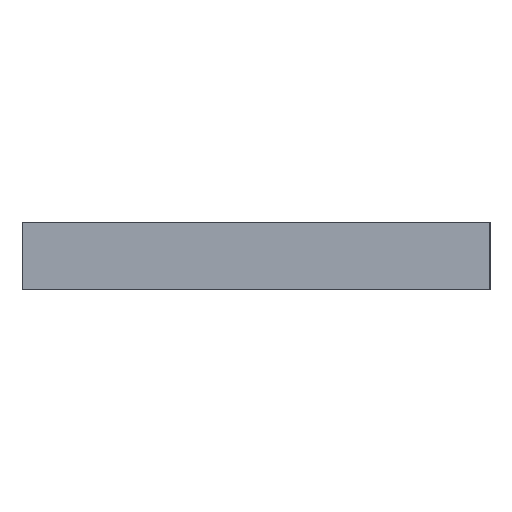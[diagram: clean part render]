
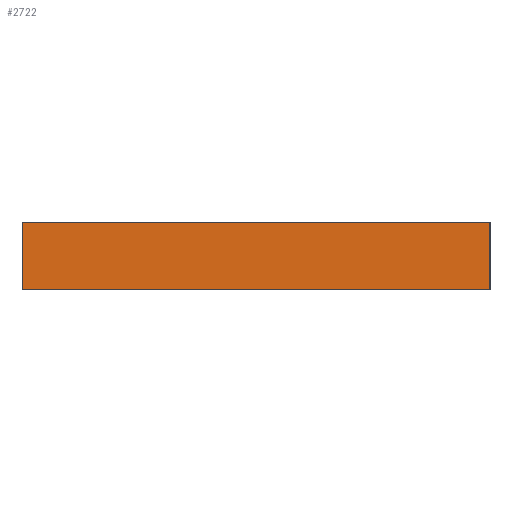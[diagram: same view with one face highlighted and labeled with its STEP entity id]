
A CAD part, front view. The second image highlights one B-rep face of the part: STEP entity #2722.
In plain terms, the highlighted planar face has unit normal (0, -1, 0).
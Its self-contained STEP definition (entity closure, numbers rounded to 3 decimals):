
#15 = VERTEX_POINT ( 'NONE', #2116 ) ;
#43 = VERTEX_POINT ( 'NONE', #922 ) ;
#95 = VERTEX_POINT ( 'NONE', #184 ) ;
#96 = ORIENTED_EDGE ( 'NONE', *, *, #2623, .T. ) ;
#108 = ORIENTED_EDGE ( 'NONE', *, *, #2784, .F. ) ;
#175 = LINE ( 'NONE', #1188, #1239 ) ;
#184 = CARTESIAN_POINT ( 'NONE',  ( 40., -50., 5.397 ) ) ;
#229 = PLANE ( 'NONE',  #1296 ) ;
#286 = LINE ( 'NONE', #2665, #1838 ) ;
#296 = EDGE_LOOP ( 'NONE', ( #96, #1655, #108, #1793 ) ) ;
#322 = CARTESIAN_POINT ( 'NONE',  ( -40., -50., 5.397 ) ) ;
#492 = DIRECTION ( 'NONE',  ( 0., 0., -1. ) ) ;
#631 = DIRECTION ( 'NONE',  ( 0., 1., 0. ) ) ;
#922 = CARTESIAN_POINT ( 'NONE',  ( 40., -50., -6.096 ) ) ;
#923 = DIRECTION ( 'NONE',  ( -1., 0., 0. ) ) ;
#1008 = DIRECTION ( 'NONE',  ( 1., 0., 0. ) ) ;
#1164 = CARTESIAN_POINT ( 'NONE',  ( 40., -50., 5.397 ) ) ;
#1188 = CARTESIAN_POINT ( 'NONE',  ( -40., -50., 5.397 ) ) ;
#1239 = VECTOR ( 'NONE', #2156, 1000. ) ;
#1243 = VECTOR ( 'NONE', #1008, 1000. ) ;
#1296 = AXIS2_PLACEMENT_3D ( 'NONE', #1164, #631, #923 ) ;
#1429 = FACE_OUTER_BOUND ( 'NONE', #296, .T. ) ;
#1655 = ORIENTED_EDGE ( 'NONE', *, *, #2245, .F. ) ;
#1717 = LINE ( 'NONE', #1729, #1243 ) ;
#1727 = CARTESIAN_POINT ( 'NONE',  ( 40., -50., -6.096 ) ) ;
#1729 = CARTESIAN_POINT ( 'NONE',  ( 40., -50., 5.397 ) ) ;
#1793 = ORIENTED_EDGE ( 'NONE', *, *, #3113, .F. ) ;
#1838 = VECTOR ( 'NONE', #492, 1000. ) ;
#2042 = VECTOR ( 'NONE', #2704, 1000. ) ;
#2116 = CARTESIAN_POINT ( 'NONE',  ( -40., -50., -6.096 ) ) ;
#2156 = DIRECTION ( 'NONE',  ( 0., 0., -1. ) ) ;
#2245 = EDGE_CURVE ( 'NONE', #43, #15, #2923, .T. ) ;
#2434 = VERTEX_POINT ( 'NONE', #322 ) ;
#2623 = EDGE_CURVE ( 'NONE', #2434, #15, #175, .T. ) ;
#2665 = CARTESIAN_POINT ( 'NONE',  ( 40., -50., 5.397 ) ) ;
#2704 = DIRECTION ( 'NONE',  ( -1., 0., 0. ) ) ;
#2722 = ADVANCED_FACE ( 'NONE', ( #1429 ), #229, .F. ) ;
#2784 = EDGE_CURVE ( 'NONE', #95, #43, #286, .T. ) ;
#2923 = LINE ( 'NONE', #1727, #2042 ) ;
#3113 = EDGE_CURVE ( 'NONE', #2434, #95, #1717, .T. ) ;
